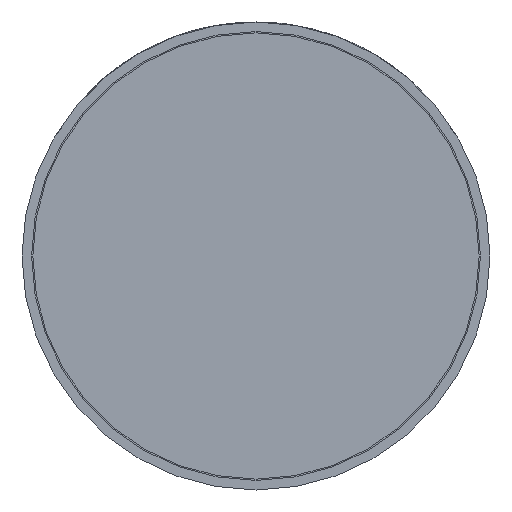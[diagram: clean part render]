
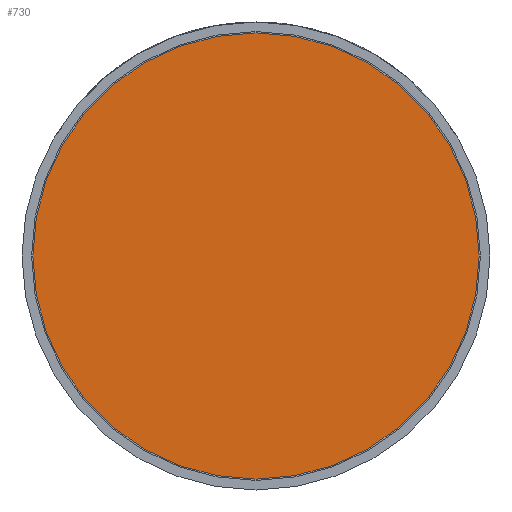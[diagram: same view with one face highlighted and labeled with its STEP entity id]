
A CAD part, front view. The second image highlights one B-rep face of the part: STEP entity #730.
In plain terms, the highlighted planar face has unit normal (0, -1, 0).
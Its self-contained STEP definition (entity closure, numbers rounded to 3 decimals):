
#120 = CARTESIAN_POINT ( 'NONE',  ( 0., 0., 1.74 ) ) ;
#198 = ORIENTED_EDGE ( 'NONE', *, *, #4116, .T. ) ;
#404 = VERTEX_POINT ( 'NONE', #2650 ) ;
#696 = CIRCLE ( 'NONE', #4082, 1.74 ) ;
#705 = CARTESIAN_POINT ( 'NONE',  ( 0., 0., 0. ) ) ;
#730 = ADVANCED_FACE ( 'Defeature ausgef�hrt2_7', ( #828 ), #3674, .T. ) ;
#828 = FACE_OUTER_BOUND ( 'NONE', #2381, .T. ) ;
#947 = CIRCLE ( 'NONE', #1461, 1.74 ) ;
#1019 = DIRECTION ( 'NONE',  ( 0., -1., 0. ) ) ;
#1048 = DIRECTION ( 'NONE',  ( 0., 0., -1. ) ) ;
#1322 = CARTESIAN_POINT ( 'NONE',  ( 0., 0., 0. ) ) ;
#1461 = AXIS2_PLACEMENT_3D ( 'NONE', #705, #3370, #3659 ) ;
#2051 = DIRECTION ( 'NONE',  ( 0., 0., -1. ) ) ;
#2323 = EDGE_CURVE ( 'Defeature ausgef�hrt2_7+Defeature ausgef�hrt2_8+Defeature ausgef�hrt2_8+Defeature ausgef�hrt2_8', #3213, #404, #696, .T. ) ;
#2376 = AXIS2_PLACEMENT_3D ( 'NONE', #3992, #3645, #2051 ) ;
#2381 = EDGE_LOOP ( 'NONE', ( #198, #3754 ) ) ;
#2650 = CARTESIAN_POINT ( 'NONE',  ( 0., 0., -1.74 ) ) ;
#3213 = VERTEX_POINT ( 'NONE', #120 ) ;
#3370 = DIRECTION ( 'NONE',  ( 0., -1., 0. ) ) ;
#3645 = DIRECTION ( 'NONE',  ( 0., -1., 0. ) ) ;
#3659 = DIRECTION ( 'NONE',  ( 0., 0., -1. ) ) ;
#3674 = PLANE ( 'NONE',  #2376 ) ;
#3754 = ORIENTED_EDGE ( 'NONE', *, *, #2323, .T. ) ;
#3992 = CARTESIAN_POINT ( 'NONE',  ( 0., 0., 0. ) ) ;
#4082 = AXIS2_PLACEMENT_3D ( 'NONE', #1322, #1019, #1048 ) ;
#4116 = EDGE_CURVE ( 'Defeature ausgef�hrt2_7+Defeature ausgef�hrt2_8+Defeature ausgef�hrt2_8+Defeature ausgef�hrt2_8', #404, #3213, #947, .T. ) ;
